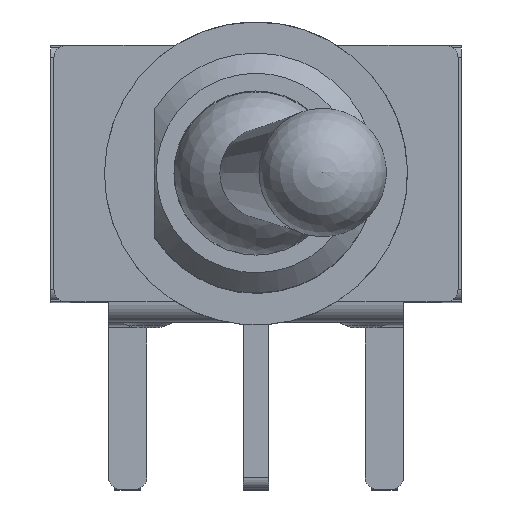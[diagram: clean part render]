
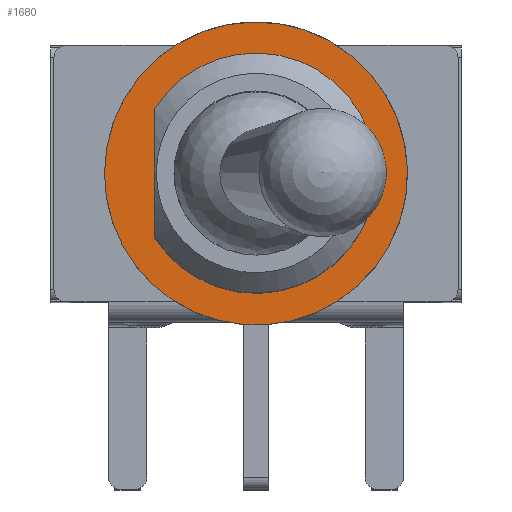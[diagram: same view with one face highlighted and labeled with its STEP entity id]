
A CAD part, top view. The second image highlights one B-rep face of the part: STEP entity #1680.
In plain terms, the highlighted planar face has unit normal (0, 0, 1).
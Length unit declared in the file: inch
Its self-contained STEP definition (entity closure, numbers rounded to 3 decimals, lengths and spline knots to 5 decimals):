
#1605=CARTESIAN_POINT('',(-0.07933,0.04949,0.3248));
#1606=VERTEX_POINT('',#1605);
#1613=CARTESIAN_POINT('',(-0.07933,-0.04949,0.3248));
#1614=VERTEX_POINT('',#1613);
#1615=CARTESIAN_POINT('',(-0.07933,-0.04949,0.3248));
#1616=DIRECTION('',(0.0,1.0,0.0));
#1617=VECTOR('',#1616,0.09899);
#1618=LINE('',#1615,#1617);
#1619=EDGE_CURVE('',#1614,#1606,#1618,.T.);
#1649=CARTESIAN_POINT('',(0.,0.,0.3248));
#1650=DIRECTION('',(0.0,0.0,-1.0));
#1651=DIRECTION('',(0.848,0.529,0.0));
#1652=AXIS2_PLACEMENT_3D('',#1649,#1650,#1651);
#1653=CIRCLE('',#1652,0.0935);
#1654=EDGE_CURVE('',#1606,#1614,#1653,.T.);
#1660=CARTESIAN_POINT('',(-0.12992,0.12992,0.3248));
#1661=DIRECTION('',(0.0,0.0,-1.0));
#1662=DIRECTION('',(-1.0,0.0,0.0));
#1663=AXIS2_PLACEMENT_3D('',#1660,#1661,#1662);
#1664=PLANE('',#1663);
#1665=CARTESIAN_POINT('',(-0.11811,0.,0.3248));
#1666=VERTEX_POINT('',#1665);
#1667=CARTESIAN_POINT('',(0.,0.,0.3248));
#1668=DIRECTION('',(0.0,0.0,-1.0));
#1669=DIRECTION('',(1.0,0.0,0.0));
#1670=AXIS2_PLACEMENT_3D('',#1667,#1668,#1669);
#1671=CIRCLE('',#1670,0.11811);
#1672=EDGE_CURVE('',#1666,#1666,#1671,.T.);
#1673=ORIENTED_EDGE('',*,*,#1672,.F.);
#1674=EDGE_LOOP('',(#1673));
#1675=FACE_OUTER_BOUND('',#1674,.T.);
#1676=ORIENTED_EDGE('',*,*,#1619,.T.);
#1677=ORIENTED_EDGE('',*,*,#1654,.T.);
#1678=EDGE_LOOP('',(#1676,#1677));
#1679=FACE_BOUND('',#1678,.T.);
#1680=ADVANCED_FACE('',(#1675,#1679),#1664,.F.);
